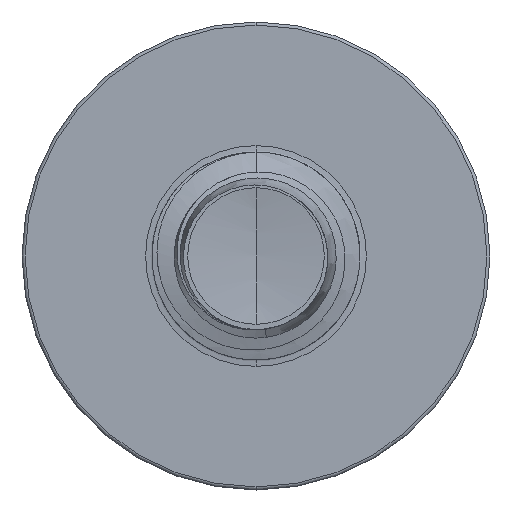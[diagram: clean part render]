
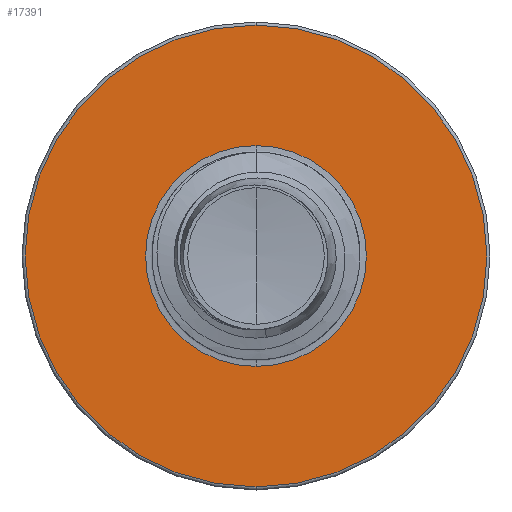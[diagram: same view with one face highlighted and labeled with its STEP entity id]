
A CAD part, front view. The second image highlights one B-rep face of the part: STEP entity #17391.
In plain terms, the highlighted planar face has unit normal (0, -1, 0).
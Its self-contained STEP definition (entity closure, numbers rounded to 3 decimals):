
#173 = CARTESIAN_POINT ( 'NONE',  ( 0., 25., -3.186 ) ) ;
#1003 = PLANE ( 'NONE',  #27051 ) ;
#2181 = DIRECTION ( 'NONE',  ( 0., 0., 1. ) ) ;
#3174 = CARTESIAN_POINT ( 'NONE',  ( 0., 25., -6.66 ) ) ;
#3692 = AXIS2_PLACEMENT_3D ( 'NONE', #12571, #34097, #15726 ) ;
#6098 = CARTESIAN_POINT ( 'NONE',  ( 0., 25., 0. ) ) ;
#7672 = VERTEX_POINT ( 'NONE', #173 ) ;
#7706 = CARTESIAN_POINT ( 'NONE',  ( 0., 25., 3.186 ) ) ;
#7942 = EDGE_LOOP ( 'NONE', ( #32020, #28203 ) ) ;
#8760 = AXIS2_PLACEMENT_3D ( 'NONE', #6098, #28023, #9307 ) ;
#9307 = DIRECTION ( 'NONE',  ( 0., 0., 1. ) ) ;
#10070 = FACE_OUTER_BOUND ( 'NONE', #7942, .T. ) ;
#11944 = CIRCLE ( 'NONE', #8760, 3.186 ) ;
#12314 = CARTESIAN_POINT ( 'NONE',  ( 0., 25., 6.66 ) ) ;
#12571 = CARTESIAN_POINT ( 'NONE',  ( 0., 25., 0. ) ) ;
#14360 = ORIENTED_EDGE ( 'NONE', *, *, #27945, .T. ) ;
#15362 = EDGE_CURVE ( 'NONE', #34326, #28274, #35138, .T. ) ;
#15679 = CARTESIAN_POINT ( 'NONE',  ( 0., 25., 0. ) ) ;
#15726 = DIRECTION ( 'NONE',  ( 0., 0., 1. ) ) ;
#16299 = EDGE_LOOP ( 'NONE', ( #14360, #31603 ) ) ;
#16962 = DIRECTION ( 'NONE',  ( 0., 0., 1. ) ) ;
#17391 = ADVANCED_FACE ( 'NONE', ( #10070, #33741 ), #1003, .F. ) ;
#18880 = DIRECTION ( 'NONE',  ( 0., 0., 1. ) ) ;
#21182 = DIRECTION ( 'NONE',  ( 0., 1., 0. ) ) ;
#22236 = VERTEX_POINT ( 'NONE', #7706 ) ;
#25161 = EDGE_CURVE ( 'NONE', #28274, #34326, #25694, .T. ) ;
#25694 = CIRCLE ( 'NONE', #38465, 6.66 ) ;
#27051 = AXIS2_PLACEMENT_3D ( 'NONE', #38003, #35232, #16962 ) ;
#27945 = EDGE_CURVE ( 'NONE', #22236, #7672, #11944, .T. ) ;
#28023 = DIRECTION ( 'NONE',  ( 0., 1., 0. ) ) ;
#28203 = ORIENTED_EDGE ( 'NONE', *, *, #25161, .F. ) ;
#28274 = VERTEX_POINT ( 'NONE', #3174 ) ;
#29168 = EDGE_CURVE ( 'NONE', #7672, #22236, #38617, .T. ) ;
#31603 = ORIENTED_EDGE ( 'NONE', *, *, #29168, .T. ) ;
#32020 = ORIENTED_EDGE ( 'NONE', *, *, #15362, .F. ) ;
#32062 = AXIS2_PLACEMENT_3D ( 'NONE', #15679, #36984, #18880 ) ;
#33741 = FACE_BOUND ( 'NONE', #16299, .T. ) ;
#34097 = DIRECTION ( 'NONE',  ( 0., 1., 0. ) ) ;
#34326 = VERTEX_POINT ( 'NONE', #12314 ) ;
#35138 = CIRCLE ( 'NONE', #32062, 6.66 ) ;
#35232 = DIRECTION ( 'NONE',  ( 0., 1., 0. ) ) ;
#36984 = DIRECTION ( 'NONE',  ( 0., 1., 0. ) ) ;
#38003 = CARTESIAN_POINT ( 'NONE',  ( 0., 25., -3.186 ) ) ;
#38465 = AXIS2_PLACEMENT_3D ( 'NONE', #39079, #21182, #2181 ) ;
#38617 = CIRCLE ( 'NONE', #3692, 3.186 ) ;
#39079 = CARTESIAN_POINT ( 'NONE',  ( 0., 25., 0. ) ) ;
